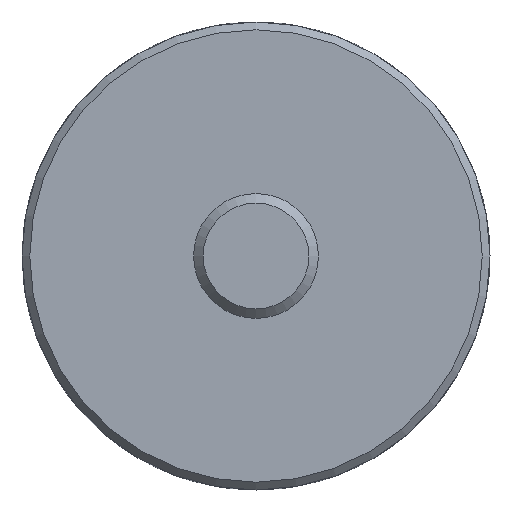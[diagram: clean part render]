
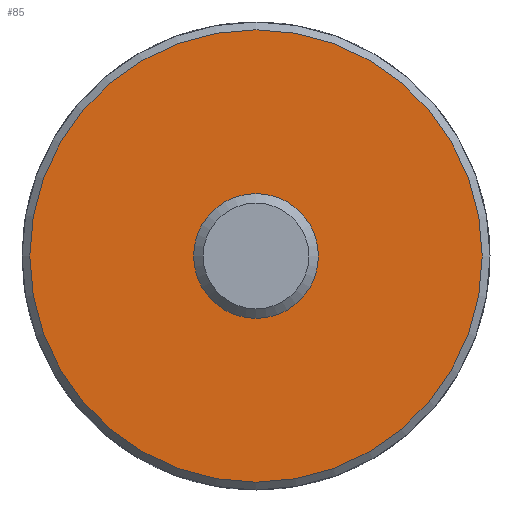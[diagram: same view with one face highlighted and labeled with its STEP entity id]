
A CAD part, front view. The second image highlights one B-rep face of the part: STEP entity #85.
In plain terms, the highlighted planar face has unit normal (0, -1, 0).
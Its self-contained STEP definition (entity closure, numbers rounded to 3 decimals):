
#85 = ADVANCED_FACE( '', ( #184, #185 ), #186, .F. );
#184 = FACE_OUTER_BOUND( '', #302, .T. );
#185 = FACE_BOUND( '', #303, .T. );
#186 = PLANE( '', #304 );
#302 = EDGE_LOOP( '', ( #459 ) );
#303 = EDGE_LOOP( '', ( #460 ) );
#304 = AXIS2_PLACEMENT_3D( '', #461, #462, #463 );
#459 = ORIENTED_EDGE( '', *, *, #615, .F. );
#460 = ORIENTED_EDGE( '', *, *, #629, .T. );
#461 = CARTESIAN_POINT( '', ( -6.5, 0., 0. ) );
#462 = DIRECTION( '', ( 0., 1., 0. ) );
#463 = DIRECTION( '', ( -1., 0., 0. ) );
#615 = EDGE_CURVE( '', #710, #710, #711, .T. );
#629 = EDGE_CURVE( '', #731, #731, #732, .T. );
#710 = VERTEX_POINT( '', #833 );
#711 = CIRCLE( '', #834, 29. );
#731 = VERTEX_POINT( '', #859 );
#732 = CIRCLE( '', #860, 6.5 );
#833 = CARTESIAN_POINT( '', ( -29., 0., 0. ) );
#834 = AXIS2_PLACEMENT_3D( '', #959, #960, #961 );
#859 = CARTESIAN_POINT( '', ( -6.5, 0., 0. ) );
#860 = AXIS2_PLACEMENT_3D( '', #976, #977, #978 );
#959 = CARTESIAN_POINT( '', ( 0., 0., 0. ) );
#960 = DIRECTION( '', ( 0., 1., 0. ) );
#961 = DIRECTION( '', ( -1., 0., 0. ) );
#976 = CARTESIAN_POINT( '', ( 0., 0., 0. ) );
#977 = DIRECTION( '', ( 0., 1., 0. ) );
#978 = DIRECTION( '', ( -1., 0., 0. ) );
